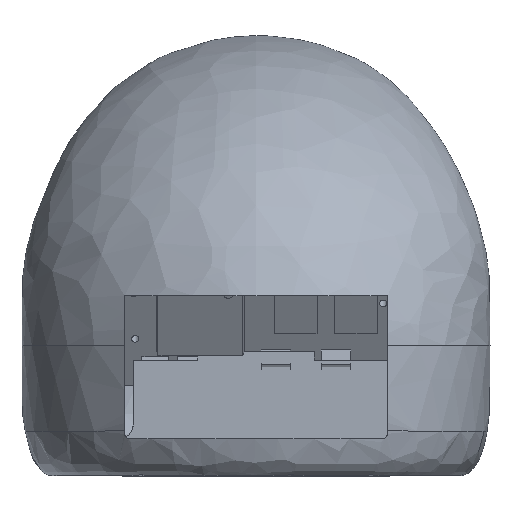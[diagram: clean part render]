
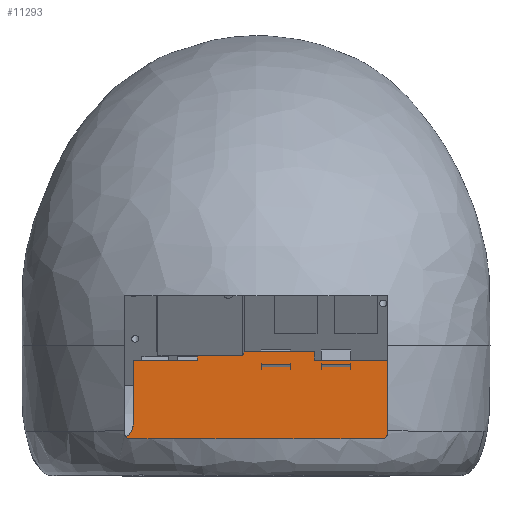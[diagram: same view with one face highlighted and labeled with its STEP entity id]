
A CAD part, top view. The second image highlights one B-rep face of the part: STEP entity #11293.
In plain terms, the highlighted face is planar.
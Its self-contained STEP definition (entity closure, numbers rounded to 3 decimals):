
#591=B_SPLINE_CURVE_WITH_KNOTS('',3,(#19289,#19290,#19291,#19292,#19293,
#19294,#19295,#19296,#19297,#19298,#19299,#19300,#19301,#19302,#19303,#19304,
#19305,#19306,#19307,#19308,#19309,#19310,#19311,#19312,#19313,#19314,#19315,
#19316,#19317,#19318,#19319,#19320,#19321,#19322,#19323,#19324,#19325,#19326,
#19327,#19328),.UNSPECIFIED.,.F.,.F.,(4,3,3,3,3,3,3,3,3,3,3,3,3,4),(0.,
0.008,0.016,0.02,0.027,
0.035,0.038,0.039,0.047,
0.055,0.059,0.067,0.074,
0.076),.UNSPECIFIED.);
#612=B_SPLINE_CURVE_WITH_KNOTS('',3,(#20126,#20127,#20128,#20129,#20130,
#20131,#20132,#20133,#20134,#20135,#20136,#20137,#20138,#20139),
 .UNSPECIFIED.,.F.,.F.,(4,2,2,2,2,2,4),(-1.478,-0.867,
-0.603,-0.495,-0.428,-0.318,
0.),.UNSPECIFIED.);
#1441=PLANE('',#12357);
#1974=FACE_OUTER_BOUND('',#2571,.T.);
#2571=EDGE_LOOP('',(#10301,#10302,#10303,#10304,#10305,#10306,#10307,#10308,
#10309));
#3587=LINE('',#19248,#4644);
#3598=LINE('',#19649,#4655);
#3610=LINE('',#19939,#4667);
#3620=LINE('',#19960,#4677);
#3622=LINE('',#19963,#4679);
#3623=LINE('',#19966,#4680);
#3625=LINE('',#20285,#4682);
#4644=VECTOR('',#14857,10.);
#4655=VECTOR('',#14892,10.);
#4667=VECTOR('',#14942,10.);
#4677=VECTOR('',#14964,10.);
#4679=VECTOR('',#14968,10.);
#4680=VECTOR('',#14971,10.);
#4682=VECTOR('',#14977,10.);
#6237=VERTEX_POINT('',#19242);
#6239=VERTEX_POINT('',#19246);
#6247=VERTEX_POINT('',#19287);
#6248=VERTEX_POINT('',#19288);
#6258=VERTEX_POINT('',#19648);
#6280=VERTEX_POINT('',#19938);
#6284=VERTEX_POINT('',#19957);
#6285=VERTEX_POINT('',#19959);
#6286=VERTEX_POINT('',#19965);
#7746=EDGE_CURVE('',#6237,#6239,#3587,.T.);
#7756=EDGE_CURVE('',#6247,#6248,#591,.T.);
#7774=EDGE_CURVE('',#6258,#6247,#3598,.T.);
#7807=EDGE_CURVE('',#6248,#6280,#3610,.T.);
#7817=EDGE_CURVE('',#6284,#6285,#3620,.T.);
#7819=EDGE_CURVE('',#6285,#6239,#3622,.T.);
#7820=EDGE_CURVE('',#6286,#6237,#3623,.T.);
#7825=EDGE_CURVE('',#6286,#6258,#612,.T.);
#7826=EDGE_CURVE('',#6284,#6280,#3625,.T.);
#10301=ORIENTED_EDGE('',*,*,#7826,.T.);
#10302=ORIENTED_EDGE('',*,*,#7807,.F.);
#10303=ORIENTED_EDGE('',*,*,#7756,.F.);
#10304=ORIENTED_EDGE('',*,*,#7774,.F.);
#10305=ORIENTED_EDGE('',*,*,#7825,.F.);
#10306=ORIENTED_EDGE('',*,*,#7820,.T.);
#10307=ORIENTED_EDGE('',*,*,#7746,.T.);
#10308=ORIENTED_EDGE('',*,*,#7819,.F.);
#10309=ORIENTED_EDGE('',*,*,#7817,.F.);
#11293=ADVANCED_FACE('',(#1974),#1441,.T.);
#12357=AXIS2_PLACEMENT_3D('',#20286,#14978,#14979);
#14857=DIRECTION('',(0.,1.,0.));
#14892=DIRECTION('',(0.,0.,1.));
#14942=DIRECTION('',(0.,1.,0.));
#14964=DIRECTION('',(0.,1.,0.));
#14968=DIRECTION('',(0.,0.,-1.));
#14971=DIRECTION('',(0.,0.,1.));
#14977=DIRECTION('',(0.,0.,1.));
#14978=DIRECTION('center_axis',(1.,0.,0.));
#14979=DIRECTION('ref_axis',(0.,0.,1.));
#19242=CARTESIAN_POINT('',(1.3,-0.5,-2.));
#19246=CARTESIAN_POINT('',(1.3,-0.2,-2.));
#19248=CARTESIAN_POINT('',(1.3,-0.6,-2.));
#19287=CARTESIAN_POINT('',(1.3,-3.2,4.676));
#19288=CARTESIAN_POINT('',(1.3,-2.701,4.2));
#19289=CARTESIAN_POINT('Ctrl Pts',(1.3,-3.2,4.676));
#19290=CARTESIAN_POINT('Ctrl Pts',(1.3,-3.199,4.65));
#19291=CARTESIAN_POINT('Ctrl Pts',(1.3,-3.195,4.625));
#19292=CARTESIAN_POINT('Ctrl Pts',(1.3,-3.19,4.599));
#19293=CARTESIAN_POINT('Ctrl Pts',(1.3,-3.185,4.573));
#19294=CARTESIAN_POINT('Ctrl Pts',(1.3,-3.177,4.548));
#19295=CARTESIAN_POINT('Ctrl Pts',(1.3,-3.168,4.523));
#19296=CARTESIAN_POINT('Ctrl Pts',(1.3,-3.163,4.511));
#19297=CARTESIAN_POINT('Ctrl Pts',(1.3,-3.158,4.5));
#19298=CARTESIAN_POINT('Ctrl Pts',(1.3,-3.153,4.489));
#19299=CARTESIAN_POINT('Ctrl Pts',(1.3,-3.142,4.465));
#19300=CARTESIAN_POINT('Ctrl Pts',(1.3,-3.129,4.441));
#19301=CARTESIAN_POINT('Ctrl Pts',(1.3,-3.114,4.42));
#19302=CARTESIAN_POINT('Ctrl Pts',(1.3,-3.1,4.398));
#19303=CARTESIAN_POINT('Ctrl Pts',(1.3,-3.084,4.378));
#19304=CARTESIAN_POINT('Ctrl Pts',(1.3,-3.066,4.359));
#19305=CARTESIAN_POINT('Ctrl Pts',(1.3,-3.059,4.352));
#19306=CARTESIAN_POINT('Ctrl Pts',(1.3,-3.053,4.345));
#19307=CARTESIAN_POINT('Ctrl Pts',(1.3,-3.046,4.338));
#19308=CARTESIAN_POINT('Ctrl Pts',(1.3,-3.044,4.336));
#19309=CARTESIAN_POINT('Ctrl Pts',(1.3,-3.042,4.334));
#19310=CARTESIAN_POINT('Ctrl Pts',(1.3,-3.04,4.332));
#19311=CARTESIAN_POINT('Ctrl Pts',(1.3,-3.02,4.315));
#19312=CARTESIAN_POINT('Ctrl Pts',(1.3,-3.,4.299));
#19313=CARTESIAN_POINT('Ctrl Pts',(1.3,-2.978,4.284));
#19314=CARTESIAN_POINT('Ctrl Pts',(1.3,-2.956,4.27));
#19315=CARTESIAN_POINT('Ctrl Pts',(1.3,-2.933,4.257));
#19316=CARTESIAN_POINT('Ctrl Pts',(1.3,-2.909,4.246));
#19317=CARTESIAN_POINT('Ctrl Pts',(1.3,-2.898,4.241));
#19318=CARTESIAN_POINT('Ctrl Pts',(1.3,-2.886,4.236));
#19319=CARTESIAN_POINT('Ctrl Pts',(1.3,-2.874,4.232));
#19320=CARTESIAN_POINT('Ctrl Pts',(1.3,-2.849,4.222));
#19321=CARTESIAN_POINT('Ctrl Pts',(1.3,-2.824,4.215));
#19322=CARTESIAN_POINT('Ctrl Pts',(1.3,-2.798,4.21));
#19323=CARTESIAN_POINT('Ctrl Pts',(1.3,-2.772,4.205));
#19324=CARTESIAN_POINT('Ctrl Pts',(1.3,-2.747,4.202));
#19325=CARTESIAN_POINT('Ctrl Pts',(1.3,-2.721,4.2));
#19326=CARTESIAN_POINT('Ctrl Pts',(1.3,-2.714,4.2));
#19327=CARTESIAN_POINT('Ctrl Pts',(1.3,-2.707,4.2));
#19328=CARTESIAN_POINT('Ctrl Pts',(1.3,-2.701,4.2));
#19648=CARTESIAN_POINT('',(1.3,-3.2,-4.676));
#19649=CARTESIAN_POINT('',(1.3,-3.2,-2.25));
#19938=CARTESIAN_POINT('',(1.3,-0.5,4.2));
#19939=CARTESIAN_POINT('',(1.3,0.,4.2));
#19957=CARTESIAN_POINT('',(1.3,-0.5,2.));
#19959=CARTESIAN_POINT('',(1.3,-0.2,2.));
#19960=CARTESIAN_POINT('',(1.3,-0.6,2.));
#19963=CARTESIAN_POINT('',(1.3,-0.2,2.));
#19965=CARTESIAN_POINT('',(1.3,-0.5,-7.077));
#19966=CARTESIAN_POINT('',(1.3,-0.5,-2.45));
#20126=CARTESIAN_POINT('Ctrl Pts',(1.3,-0.5,-7.077));
#20127=CARTESIAN_POINT('Ctrl Pts',(1.3,-1.302,-7.069));
#20128=CARTESIAN_POINT('Ctrl Pts',(1.3,-1.739,-7.094));
#20129=CARTESIAN_POINT('Ctrl Pts',(1.3,-2.4,-7.057));
#20130=CARTESIAN_POINT('Ctrl Pts',(1.3,-2.66,-7.033));
#20131=CARTESIAN_POINT('Ctrl Pts',(1.3,-2.928,-6.951));
#20132=CARTESIAN_POINT('Ctrl Pts',(1.3,-2.979,-6.926));
#20133=CARTESIAN_POINT('Ctrl Pts',(1.3,-3.028,-6.891));
#20134=CARTESIAN_POINT('Ctrl Pts',(1.3,-3.04,-6.877));
#20135=CARTESIAN_POINT('Ctrl Pts',(1.3,-3.073,-6.823));
#20136=CARTESIAN_POINT('Ctrl Pts',(1.3,-3.101,-6.76));
#20137=CARTESIAN_POINT('Ctrl Pts',(1.3,-3.197,-6.307));
#20138=CARTESIAN_POINT('Ctrl Pts',(1.3,-3.2,-5.737));
#20139=CARTESIAN_POINT('Ctrl Pts',(1.3,-3.2,-4.676));
#20285=CARTESIAN_POINT('',(1.3,-0.5,3.7));
#20286=CARTESIAN_POINT('Origin',(1.3,0.,-4.5));
